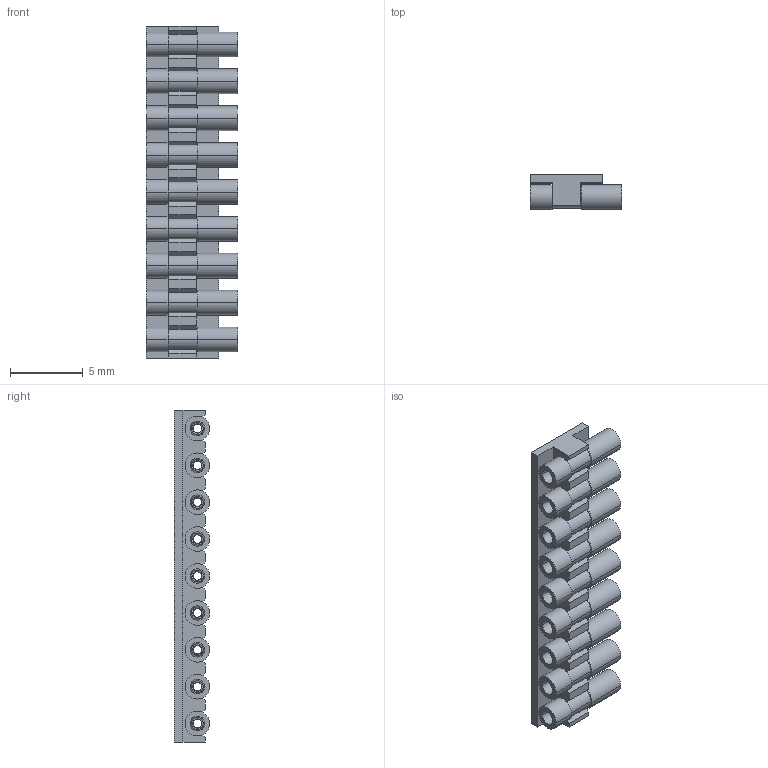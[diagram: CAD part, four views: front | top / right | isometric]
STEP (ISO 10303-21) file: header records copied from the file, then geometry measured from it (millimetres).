
FILE_DESCRIPTION(('STEP AP242'),'1');
FILE_NAME('pcb_connector_8fm-38-0009-02-146.stp','2020-06-10T16:59:52',('TraceParts'),('TraceParts S.A.'),'Spatial InterOp 3D',' ',' ');
FILE_SCHEMA(('AP242_MANAGED_MODEL_BASED_3D_ENGINEERING_MIM_LF {1 0 10303 442 1 1 4}'));
Length unit declared in the file: millimetre
Products named in the file (1): pcb_connector_8fm-38-0009-02-146_1
Bounding box: 6.3 x 2.44 x 22.86 mm (x, y, z)
Volume: 175.6 mm3; surface area: 941.6 mm2
Topology: 10 solids, 10 shells, 334 faces, 762 edges, 466 vertices
Faces by surface type: cylinder 135, cone 90, plane 73, torus 36
Entity records: 12210 total; most frequent: DIRECTION 1882, CARTESIAN_POINT 1572, ORIENTED_EDGE 1524, AXIS2_PLACEMENT_3D 776, EDGE_CURVE 762, VERTEX_POINT 466, CIRCLE 432, EDGE_LOOP 370
